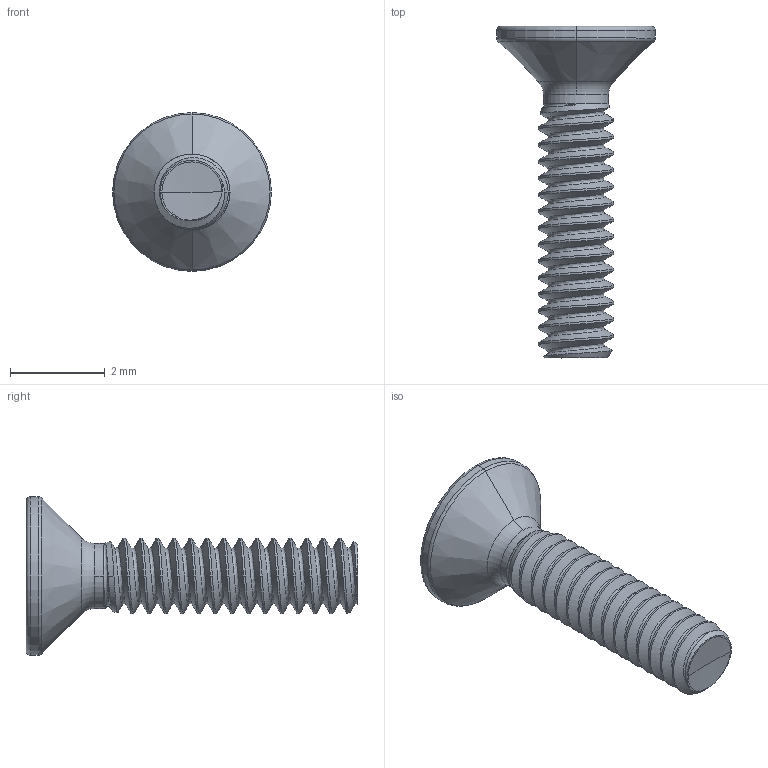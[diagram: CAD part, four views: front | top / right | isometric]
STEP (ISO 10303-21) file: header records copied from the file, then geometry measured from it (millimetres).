
FILE_DESCRIPTION (( 'STEP AP203' ), '1' );
FILE_NAME ('STM410160070.STEP', '2020-12-18T16:44:08', ( '' ), ( '' ), 'SwSTEP 2.0', 'SolidWorks 2015', '' );
FILE_SCHEMA (( 'CONFIG_CONTROL_DESIGN' ));
Length unit declared in the file: millimetre
Products named in the file (2): STM410160070
Bounding box: 3.35 x 7 x 3.35 mm (x, y, z)
Volume: 14.8 mm3; surface area: 66.4 mm2
Topology: 1 solids, 1 shells, 98 faces, 257 edges, 160 vertices
Faces by surface type: cylinder 52, bspline 18, cone 13, torus 11, sphere 2, plane 2
Entity records: 14870 total; most frequent: CARTESIAN_POINT 12678, ORIENTED_EDGE 510, DIRECTION 337, EDGE_CURVE 255, VERTEX_POINT 160, AXIS2_PLACEMENT_3D 137, EDGE_LOOP 99, FACE_OUTER_BOUND 98
